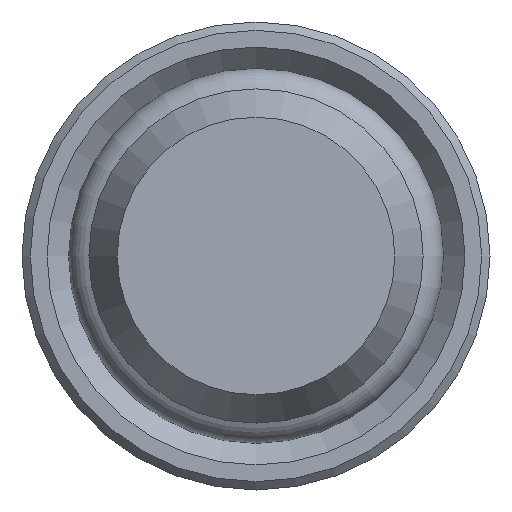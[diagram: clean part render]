
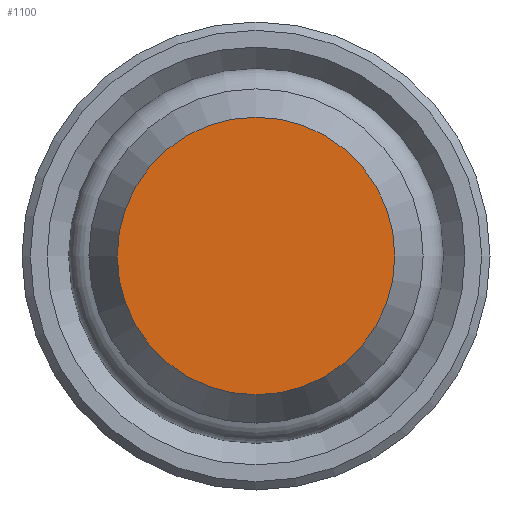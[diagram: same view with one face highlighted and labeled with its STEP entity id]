
A CAD part, front view. The second image highlights one B-rep face of the part: STEP entity #1100.
In plain terms, the highlighted planar face has unit normal (0, -1, 0).
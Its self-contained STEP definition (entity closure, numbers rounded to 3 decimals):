
#19 = FACE_OUTER_BOUND ( 'NONE', #259, .T. ) ;
#48 = VERTEX_POINT ( 'NONE', #421 ) ;
#129 = CIRCLE ( 'NONE', #928, 4.151 ) ;
#259 = EDGE_LOOP ( 'NONE', ( #266 ) ) ;
#266 = ORIENTED_EDGE ( 'NONE', *, *, #1026, .T. ) ;
#421 = CARTESIAN_POINT ( 'NONE',  ( 0., 0., -4.151 ) ) ;
#426 = CARTESIAN_POINT ( 'NONE',  ( 4.151, 0., 0. ) ) ;
#483 = DIRECTION ( 'NONE',  ( 0., -1., 0. ) ) ;
#487 = PLANE ( 'NONE',  #977 ) ;
#620 = DIRECTION ( 'NONE',  ( 0., 0., -1. ) ) ;
#659 = DIRECTION ( 'NONE',  ( 0., 0., -1. ) ) ;
#660 = DIRECTION ( 'NONE',  ( 0., -1., 0. ) ) ;
#661 = CARTESIAN_POINT ( 'NONE',  ( 0., 0., 0. ) ) ;
#928 = AXIS2_PLACEMENT_3D ( 'NONE', #661, #660, #659 ) ;
#977 = AXIS2_PLACEMENT_3D ( 'NONE', #426, #483, #620 ) ;
#1026 = EDGE_CURVE ( 'NONE', #48, #48, #129, .T. ) ;
#1100 = ADVANCED_FACE ( 'NONE', ( #19 ), #487, .T. ) ;
